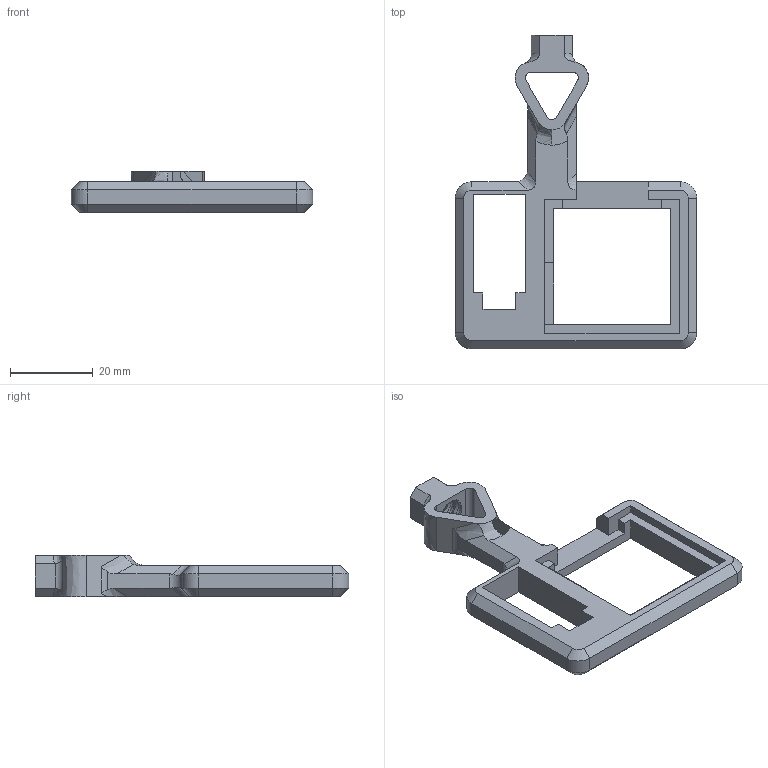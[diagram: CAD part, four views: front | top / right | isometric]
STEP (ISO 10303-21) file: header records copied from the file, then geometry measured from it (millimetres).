
FILE_DESCRIPTION(/* description */ (''),/* implementation_level */ '2;1');
FILE_NAME(/* name */ 'CAMERA~3',/* time_stamp */ '2018-03-11T19:37:54+01:00',/* author */ (''),/* organization */ (''),/* preprocessor_version */ 'ST-DEVELOPER v15',/* originating_system */ '',/* authorisation */ '');
FILE_SCHEMA (('AUTOMOTIVE_DESIGN'));
Length unit declared in the file: millimetre
Products named in the file (1): Document
Bounding box: 58.5 x 76.07 x 10 mm (x, y, z)
Surface area: 6733.5 mm2 (no closed solid volume)
Topology: 0 solids, 1 shells, 115 faces, 334 edges, 212 vertices
Faces by surface type: plane 62, bspline 53
Entity records: 11123 total; most frequent: CARTESIAN_POINT 9077, ORIENTED_EDGE 651, EDGE_CURVE 334, B_SPLINE_CURVE_WITH_KNOTS 277, VERTEX_POINT 212, EDGE_LOOP 122, ADVANCED_FACE 115, FACE_OUTER_BOUND 115
